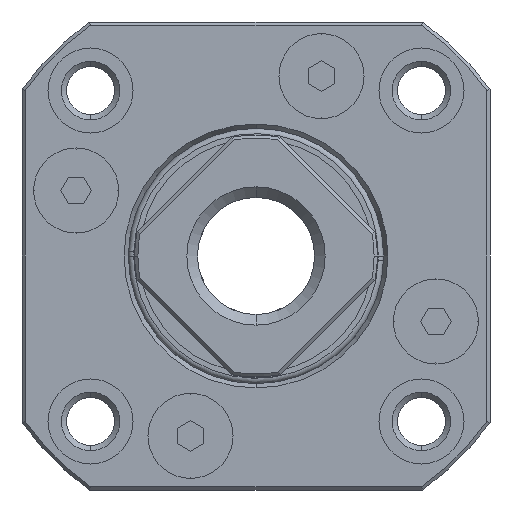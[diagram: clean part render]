
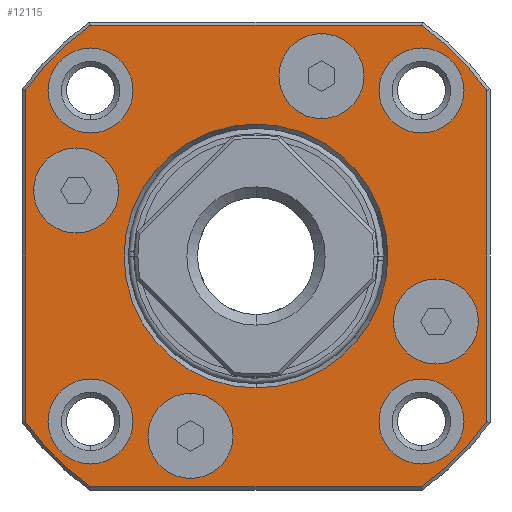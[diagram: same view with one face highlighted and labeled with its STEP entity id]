
A CAD part, left-side view. The second image highlights one B-rep face of the part: STEP entity #12115.
In plain terms, the highlighted planar face has unit normal (-1, 0, 0).
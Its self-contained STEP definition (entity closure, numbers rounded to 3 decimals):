
#11344=CARTESIAN_POINT('',(-4.,0.,-12.404));
#11345=VERTEX_POINT('',#11344);
#11352=CARTESIAN_POINT('',(-4.,0.,12.404));
#11353=VERTEX_POINT('',#11352);
#11354=CARTESIAN_POINT('',(-4.,0.,0.));
#11355=DIRECTION('',(1.,0.,0.));
#11356=DIRECTION('',(0.,0.,-1.));
#11357=AXIS2_PLACEMENT_3D('',#11354,#11355,#11356);
#11358=CIRCLE('',#11357,12.404);
#11359=EDGE_CURVE('',#11353,#11345,#11358,.T.);
#11460=CARTESIAN_POINT('',(-4.,16.914,2.156));
#11461=VERTEX_POINT('',#11460);
#11468=CARTESIAN_POINT('',(-4.,16.914,10.156));
#11469=VERTEX_POINT('',#11468);
#11470=CARTESIAN_POINT('',(-4.,16.914,6.156));
#11471=DIRECTION('',(-1.,0.,0.));
#11472=DIRECTION('',(0.,-0.,1.));
#11473=AXIS2_PLACEMENT_3D('',#11470,#11471,#11472);
#11474=CIRCLE('',#11473,4.);
#11475=EDGE_CURVE('',#11461,#11469,#11474,.T.);
#11534=CARTESIAN_POINT('',(-4.,-6.156,12.914));
#11535=VERTEX_POINT('',#11534);
#11542=CARTESIAN_POINT('',(-4.,-6.156,20.914));
#11543=VERTEX_POINT('',#11542);
#11544=CARTESIAN_POINT('',(-4.,-6.156,16.914));
#11545=DIRECTION('',(-1.,0.,0.));
#11546=DIRECTION('',(0.,-0.,1.));
#11547=AXIS2_PLACEMENT_3D('',#11544,#11545,#11546);
#11548=CIRCLE('',#11547,4.);
#11549=EDGE_CURVE('',#11535,#11543,#11548,.T.);
#11608=CARTESIAN_POINT('',(-4.,-16.914,-10.156));
#11609=VERTEX_POINT('',#11608);
#11616=CARTESIAN_POINT('',(-4.,-16.914,-2.156));
#11617=VERTEX_POINT('',#11616);
#11618=CARTESIAN_POINT('',(-4.,-16.914,-6.156));
#11619=DIRECTION('',(-1.,0.,0.));
#11620=DIRECTION('',(0.,-0.,1.));
#11621=AXIS2_PLACEMENT_3D('',#11618,#11619,#11620);
#11622=CIRCLE('',#11621,4.);
#11623=EDGE_CURVE('',#11609,#11617,#11622,.T.);
#11682=CARTESIAN_POINT('',(-4.,6.156,-20.914));
#11683=VERTEX_POINT('',#11682);
#11690=CARTESIAN_POINT('',(-4.,6.156,-12.914));
#11691=VERTEX_POINT('',#11690);
#11692=CARTESIAN_POINT('',(-4.,6.156,-16.914));
#11693=DIRECTION('',(-1.,0.,0.));
#11694=DIRECTION('',(0.,-0.,1.));
#11695=AXIS2_PLACEMENT_3D('',#11692,#11693,#11694);
#11696=CIRCLE('',#11695,4.);
#11697=EDGE_CURVE('',#11683,#11691,#11696,.T.);
#11756=CARTESIAN_POINT('',(-4.,-15.556,11.556));
#11757=VERTEX_POINT('',#11756);
#11764=CARTESIAN_POINT('',(-4.,-15.556,19.556));
#11765=VERTEX_POINT('',#11764);
#11766=CARTESIAN_POINT('',(-4.,-15.556,15.556));
#11767=DIRECTION('',(-1.,0.,0.));
#11768=DIRECTION('',(0.,-0.,1.));
#11769=AXIS2_PLACEMENT_3D('',#11766,#11767,#11768);
#11770=CIRCLE('',#11769,4.);
#11771=EDGE_CURVE('',#11757,#11765,#11770,.T.);
#11798=CARTESIAN_POINT('',(-4.,-15.556,-19.556));
#11799=VERTEX_POINT('',#11798);
#11806=CARTESIAN_POINT('',(-4.,-15.556,-11.556));
#11807=VERTEX_POINT('',#11806);
#11808=CARTESIAN_POINT('',(-4.,-15.556,-15.556));
#11809=DIRECTION('',(-1.,0.,0.));
#11810=DIRECTION('',(0.,-0.,1.));
#11811=AXIS2_PLACEMENT_3D('',#11808,#11809,#11810);
#11812=CIRCLE('',#11811,4.);
#11813=EDGE_CURVE('',#11799,#11807,#11812,.T.);
#11840=CARTESIAN_POINT('',(-4.,15.556,-19.556));
#11841=VERTEX_POINT('',#11840);
#11848=CARTESIAN_POINT('',(-4.,15.556,-11.556));
#11849=VERTEX_POINT('',#11848);
#11850=CARTESIAN_POINT('',(-4.,15.556,-15.556));
#11851=DIRECTION('',(-1.,0.,0.));
#11852=DIRECTION('',(0.,-0.,1.));
#11853=AXIS2_PLACEMENT_3D('',#11850,#11851,#11852);
#11854=CIRCLE('',#11853,4.);
#11855=EDGE_CURVE('',#11841,#11849,#11854,.T.);
#11882=CARTESIAN_POINT('',(-4.,15.556,11.556));
#11883=VERTEX_POINT('',#11882);
#11890=CARTESIAN_POINT('',(-4.,15.556,19.556));
#11891=VERTEX_POINT('',#11890);
#11892=CARTESIAN_POINT('',(-4.,15.556,15.556));
#11893=DIRECTION('',(-1.,0.,0.));
#11894=DIRECTION('',(0.,-0.,1.));
#11895=AXIS2_PLACEMENT_3D('',#11892,#11893,#11894);
#11896=CIRCLE('',#11895,4.);
#11897=EDGE_CURVE('',#11883,#11891,#11896,.T.);
#11950=CARTESIAN_POINT('',(-4.,7.,0.));
#11951=DIRECTION('',(1.,0.,0.));
#11952=DIRECTION('',(0.,1.,0.));
#11953=AXIS2_PLACEMENT_3D('',#11950,#11951,#11952);
#11954=PLANE('',#11953);
#11955=ORIENTED_EDGE('',*,*,#11359,.T.);
#11956=CARTESIAN_POINT('',(-4.,0.,0.));
#11957=DIRECTION('',(1.,0.,0.));
#11958=DIRECTION('',(0.,0.,-1.));
#11959=AXIS2_PLACEMENT_3D('',#11956,#11957,#11958);
#11960=CIRCLE('',#11959,12.404);
#11961=EDGE_CURVE('',#11345,#11353,#11960,.T.);
#11962=ORIENTED_EDGE('',*,*,#11961,.T.);
#11963=EDGE_LOOP('',(#11955,#11962));
#11964=FACE_BOUND('',#11963,.T.);
#11965=CARTESIAN_POINT('',(-4.,15.556,15.556));
#11966=DIRECTION('',(-1.,0.,0.));
#11967=DIRECTION('',(0.,-0.,1.));
#11968=AXIS2_PLACEMENT_3D('',#11965,#11966,#11967);
#11969=CIRCLE('',#11968,4.);
#11970=EDGE_CURVE('',#11891,#11883,#11969,.T.);
#11971=ORIENTED_EDGE('',*,*,#11970,.F.);
#11972=ORIENTED_EDGE('',*,*,#11897,.F.);
#11973=EDGE_LOOP('',(#11971,#11972));
#11974=FACE_BOUND('',#11973,.T.);
#11975=CARTESIAN_POINT('',(-4.,15.556,-15.556));
#11976=DIRECTION('',(-1.,0.,0.));
#11977=DIRECTION('',(0.,-0.,1.));
#11978=AXIS2_PLACEMENT_3D('',#11975,#11976,#11977);
#11979=CIRCLE('',#11978,4.);
#11980=EDGE_CURVE('',#11849,#11841,#11979,.T.);
#11981=ORIENTED_EDGE('',*,*,#11980,.F.);
#11982=ORIENTED_EDGE('',*,*,#11855,.F.);
#11983=EDGE_LOOP('',(#11981,#11982));
#11984=FACE_BOUND('',#11983,.T.);
#11985=CARTESIAN_POINT('',(-4.,-15.556,-15.556));
#11986=DIRECTION('',(-1.,0.,0.));
#11987=DIRECTION('',(0.,-0.,1.));
#11988=AXIS2_PLACEMENT_3D('',#11985,#11986,#11987);
#11989=CIRCLE('',#11988,4.);
#11990=EDGE_CURVE('',#11807,#11799,#11989,.T.);
#11991=ORIENTED_EDGE('',*,*,#11990,.F.);
#11992=ORIENTED_EDGE('',*,*,#11813,.F.);
#11993=EDGE_LOOP('',(#11991,#11992));
#11994=FACE_BOUND('',#11993,.T.);
#11995=CARTESIAN_POINT('',(-4.,-15.556,15.556));
#11996=DIRECTION('',(-1.,0.,0.));
#11997=DIRECTION('',(0.,-0.,1.));
#11998=AXIS2_PLACEMENT_3D('',#11995,#11996,#11997);
#11999=CIRCLE('',#11998,4.);
#12000=EDGE_CURVE('',#11765,#11757,#11999,.T.);
#12001=ORIENTED_EDGE('',*,*,#12000,.F.);
#12002=ORIENTED_EDGE('',*,*,#11771,.F.);
#12003=EDGE_LOOP('',(#12001,#12002));
#12004=FACE_BOUND('',#12003,.T.);
#12005=CARTESIAN_POINT('',(-4.,6.156,-16.914));
#12006=DIRECTION('',(-1.,0.,0.));
#12007=DIRECTION('',(0.,-0.,1.));
#12008=AXIS2_PLACEMENT_3D('',#12005,#12006,#12007);
#12009=CIRCLE('',#12008,4.);
#12010=EDGE_CURVE('',#11691,#11683,#12009,.T.);
#12011=ORIENTED_EDGE('',*,*,#12010,.F.);
#12012=ORIENTED_EDGE('',*,*,#11697,.F.);
#12013=EDGE_LOOP('',(#12011,#12012));
#12014=FACE_BOUND('',#12013,.T.);
#12015=CARTESIAN_POINT('',(-4.,-16.914,-6.156));
#12016=DIRECTION('',(-1.,0.,0.));
#12017=DIRECTION('',(0.,-0.,1.));
#12018=AXIS2_PLACEMENT_3D('',#12015,#12016,#12017);
#12019=CIRCLE('',#12018,4.);
#12020=EDGE_CURVE('',#11617,#11609,#12019,.T.);
#12021=ORIENTED_EDGE('',*,*,#12020,.F.);
#12022=ORIENTED_EDGE('',*,*,#11623,.F.);
#12023=EDGE_LOOP('',(#12021,#12022));
#12024=FACE_BOUND('',#12023,.T.);
#12025=CARTESIAN_POINT('',(-4.,-6.156,16.914));
#12026=DIRECTION('',(-1.,0.,0.));
#12027=DIRECTION('',(0.,-0.,1.));
#12028=AXIS2_PLACEMENT_3D('',#12025,#12026,#12027);
#12029=CIRCLE('',#12028,4.);
#12030=EDGE_CURVE('',#11543,#11535,#12029,.T.);
#12031=ORIENTED_EDGE('',*,*,#12030,.F.);
#12032=ORIENTED_EDGE('',*,*,#11549,.F.);
#12033=EDGE_LOOP('',(#12031,#12032));
#12034=FACE_BOUND('',#12033,.T.);
#12035=CARTESIAN_POINT('',(-4.,16.914,6.156));
#12036=DIRECTION('',(-1.,0.,0.));
#12037=DIRECTION('',(0.,-0.,1.));
#12038=AXIS2_PLACEMENT_3D('',#12035,#12036,#12037);
#12039=CIRCLE('',#12038,4.);
#12040=EDGE_CURVE('',#11469,#11461,#12039,.T.);
#12041=ORIENTED_EDGE('',*,*,#12040,.F.);
#12042=ORIENTED_EDGE('',*,*,#11475,.F.);
#12043=EDGE_LOOP('',(#12041,#12042));
#12044=FACE_BOUND('',#12043,.T.);
#12045=CARTESIAN_POINT('',(-4.,-21.7,-15.556));
#12046=VERTEX_POINT('',#12045);
#12047=CARTESIAN_POINT('',(-4.,-21.7,15.556));
#12048=VERTEX_POINT('',#12047);
#12049=CARTESIAN_POINT('',(-4.,-21.7,-15.556));
#12050=DIRECTION('',(0.,-0.,1.));
#12051=VECTOR('',#12050,31.113);
#12052=LINE('',#12049,#12051);
#12053=EDGE_CURVE('',#12046,#12048,#12052,.T.);
#12054=ORIENTED_EDGE('',*,*,#12053,.T.);
#12055=CARTESIAN_POINT('',(-4.,-15.556,21.7));
#12056=VERTEX_POINT('',#12055);
#12057=CARTESIAN_POINT('',(-4.,0.,0.));
#12058=DIRECTION('',(-1.,0.,0.));
#12059=DIRECTION('',(0.,0.,-1.));
#12060=AXIS2_PLACEMENT_3D('',#12057,#12058,#12059);
#12061=CIRCLE('',#12060,26.7);
#12062=EDGE_CURVE('',#12048,#12056,#12061,.T.);
#12063=ORIENTED_EDGE('',*,*,#12062,.T.);
#12064=CARTESIAN_POINT('',(-4.,15.556,21.7));
#12065=VERTEX_POINT('',#12064);
#12066=CARTESIAN_POINT('',(-4.,-15.556,21.7));
#12067=DIRECTION('',(0.,1.,0.));
#12068=VECTOR('',#12067,31.113);
#12069=LINE('',#12066,#12068);
#12070=EDGE_CURVE('',#12056,#12065,#12069,.T.);
#12071=ORIENTED_EDGE('',*,*,#12070,.T.);
#12072=CARTESIAN_POINT('',(-4.,21.7,15.556));
#12073=VERTEX_POINT('',#12072);
#12074=CARTESIAN_POINT('',(-4.,0.,0.));
#12075=DIRECTION('',(-1.,0.,0.));
#12076=DIRECTION('',(0.,0.,-1.));
#12077=AXIS2_PLACEMENT_3D('',#12074,#12075,#12076);
#12078=CIRCLE('',#12077,26.7);
#12079=EDGE_CURVE('',#12065,#12073,#12078,.T.);
#12080=ORIENTED_EDGE('',*,*,#12079,.T.);
#12081=CARTESIAN_POINT('',(-4.,21.7,-15.556));
#12082=VERTEX_POINT('',#12081);
#12083=CARTESIAN_POINT('',(-4.,21.7,15.556));
#12084=DIRECTION('',(0.,0.,-1.));
#12085=VECTOR('',#12084,31.113);
#12086=LINE('',#12083,#12085);
#12087=EDGE_CURVE('',#12073,#12082,#12086,.T.);
#12088=ORIENTED_EDGE('',*,*,#12087,.T.);
#12089=CARTESIAN_POINT('',(-4.,15.556,-21.7));
#12090=VERTEX_POINT('',#12089);
#12091=CARTESIAN_POINT('',(-4.,0.,0.));
#12092=DIRECTION('',(-1.,0.,0.));
#12093=DIRECTION('',(0.,0.,-1.));
#12094=AXIS2_PLACEMENT_3D('',#12091,#12092,#12093);
#12095=CIRCLE('',#12094,26.7);
#12096=EDGE_CURVE('',#12082,#12090,#12095,.T.);
#12097=ORIENTED_EDGE('',*,*,#12096,.T.);
#12098=CARTESIAN_POINT('',(-4.,-15.556,-21.7));
#12099=VERTEX_POINT('',#12098);
#12100=CARTESIAN_POINT('',(-4.,15.556,-21.7));
#12101=DIRECTION('',(0.,-1.,-0.));
#12102=VECTOR('',#12101,31.113);
#12103=LINE('',#12100,#12102);
#12104=EDGE_CURVE('',#12090,#12099,#12103,.T.);
#12105=ORIENTED_EDGE('',*,*,#12104,.T.);
#12106=CARTESIAN_POINT('',(-4.,0.,0.));
#12107=DIRECTION('',(-1.,0.,0.));
#12108=DIRECTION('',(0.,0.,-1.));
#12109=AXIS2_PLACEMENT_3D('',#12106,#12107,#12108);
#12110=CIRCLE('',#12109,26.7);
#12111=EDGE_CURVE('',#12099,#12046,#12110,.T.);
#12112=ORIENTED_EDGE('',*,*,#12111,.T.);
#12113=EDGE_LOOP('',(#12054,#12063,#12071,#12080,#12088,#12097,#12105,#12112));
#12114=FACE_BOUND('',#12113,.T.);
#12115=ADVANCED_FACE('',(#11964,#11974,#11984,#11994,#12004,#12014,#12024,#12034,#12044,#12114),#11954,.F.);
